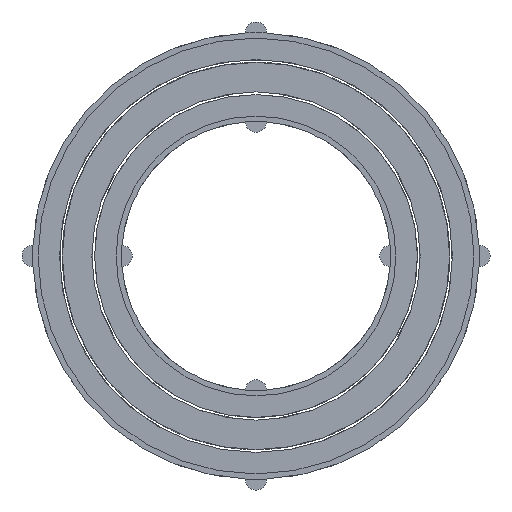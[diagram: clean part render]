
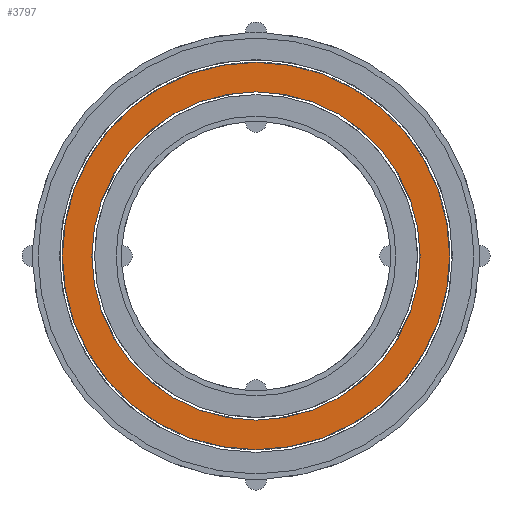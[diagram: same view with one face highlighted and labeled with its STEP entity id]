
A CAD part, left-side view. The second image highlights one B-rep face of the part: STEP entity #3797.
In plain terms, the highlighted planar face has unit normal (-1, 0, 0).
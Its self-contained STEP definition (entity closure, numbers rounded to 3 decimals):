
#58 = VERTEX_POINT('',#59);
#59 = CARTESIAN_POINT('',(-3.5,-0.,-18.));
#65 = EDGE_CURVE('',#58,#58,#66,.T.);
#66 = CIRCLE('',#67,18.);
#67 = AXIS2_PLACEMENT_3D('',#68,#69,#70);
#68 = CARTESIAN_POINT('',(-3.5,0.,0.));
#69 = DIRECTION('',(1.,0.,0.));
#70 = DIRECTION('',(0.,0.,-1.));
#1942 = EDGE_CURVE('',#1943,#1943,#1945,.T.);
#1943 = VERTEX_POINT('',#1944);
#1944 = CARTESIAN_POINT('',(-3.5,-0.,-15.25));
#1945 = CIRCLE('',#1946,15.25);
#1946 = AXIS2_PLACEMENT_3D('',#1947,#1948,#1949);
#1947 = CARTESIAN_POINT('',(-3.5,0.,0.));
#1948 = DIRECTION('',(1.,0.,0.));
#1949 = DIRECTION('',(0.,0.,-1.));
#3797 = ADVANCED_FACE('',(#3798,#3801),#3804,.F.);
#3798 = FACE_BOUND('',#3799,.T.);
#3799 = EDGE_LOOP('',(#3800));
#3800 = ORIENTED_EDGE('',*,*,#1942,.T.);
#3801 = FACE_BOUND('',#3802,.T.);
#3802 = EDGE_LOOP('',(#3803));
#3803 = ORIENTED_EDGE('',*,*,#65,.F.);
#3804 = PLANE('',#3805);
#3805 = AXIS2_PLACEMENT_3D('',#3806,#3807,#3808);
#3806 = CARTESIAN_POINT('',(-3.5,0.,0.));
#3807 = DIRECTION('',(1.,0.,0.));
#3808 = DIRECTION('',(0.,0.,-1.));
